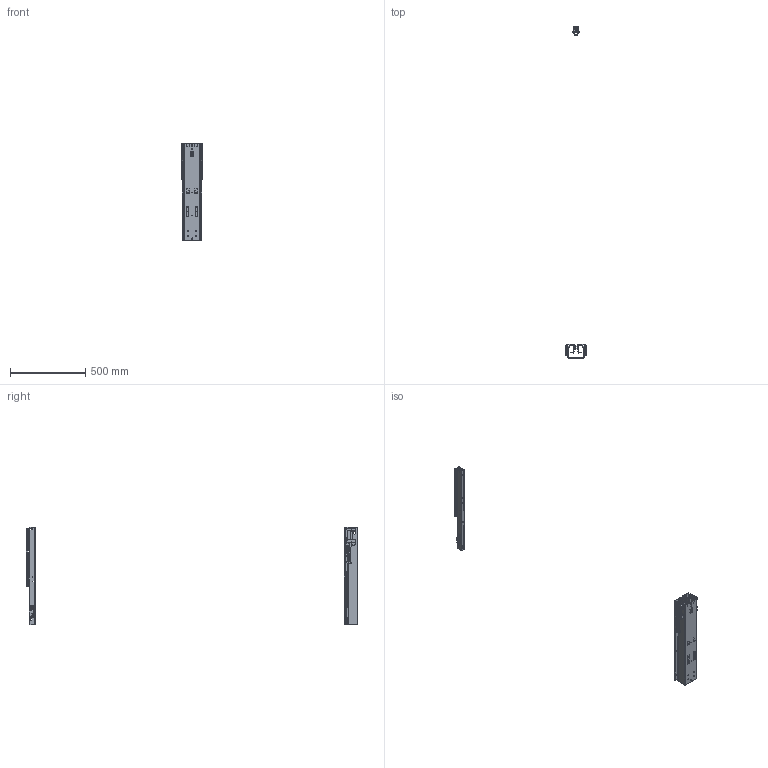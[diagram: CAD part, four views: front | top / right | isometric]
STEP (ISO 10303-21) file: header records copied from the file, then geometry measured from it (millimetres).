
FILE_DESCRIPTION (( 'STEP AP214' ), '1' );
FILE_NAME ('FR_777_A.0650mm_26inch_closed.STEP', '2022-11-16T10:00:17', ( '' ), ( '' ), 'SwSTEP 2.0', 'SolidWorks 2020', '' );
FILE_SCHEMA (( 'AUTOMOTIVE_DESIGN' ));
Length unit declared in the file: millimetre
Products named in the file (29): SE-089_rechts; 777A.XXX-07.0000_NL  650 eingefahren Stellung 1; 875.02-125_126_rechts; 719.XXX-02.L406_NL  400; 875.01-125_zunge (ind. "b"); 777.XXX-03.S084_NL  650; 719.XXX-GA.L406_NL  400 eingefahren; 777.XXX-01.S228_NL  650; 01-anschlag.L406_eingefedert; SE-089_links; SM-041_eingefahren 2mm vor Endstellung; 777.XXX-04.S083.re_NL= 650mm; 777A.XXX-07.S240_NL  650; FR_777_A.0650mm_26inch_closed; 777A.XXX-01.0000_NL  650 eingefahren; AV-005.re; 777.XXX-R3.0000_NL  650; 777.XXX-03.S084.re_NL  650; AV-005.li; SM-041.re_eingefahren 2mm vor Endstellung; SE-013_014_rechts; N61-187_M 8 x  6,5 - (din913); 777.XXX-04.S083_ 650mm; 875.02-125_126_links; E31-030_030vernietet; AT-048; SE-013_014_links; 719.XXX-01.L406_NL  400 ohne Zentrierlappen; 777.XXX-R4.0000_NL =  650
Assembly tree (31 placements, depth 4):
  FR_777_A.0650mm_26inch_closed
    777A.XXX-01.0000_NL  650 eingefahren
      777.XXX-01.S228_NL  650
      SM-041_eingefahren 2mm vor Endstellung
        SE-089_links
      SM-041.re_eingefahren 2mm vor Endstellung
        SE-089_rechts
    777.XXX-R3.0000_NL  650
      777.XXX-03.S084_NL  650
      777.XXX-03.S084.re_NL  650
    777.XXX-R4.0000_NL =  650
      777.XXX-04.S083_ 650mm
      E31-030_030vernietet  x2
      777.XXX-04.S083.re_NL= 650mm
    875.02-125_126_rechts
      875.01-125_zunge (ind. "b")
      N61-187_M 8 x  6,5 - (din913)
      SE-013_014_rechts
    875.02-125_126_links
      875.01-125_zunge (ind. "b")
      N61-187_M 8 x  6,5 - (din913)
      SE-013_014_links
    719.XXX-GA.L406_NL  400 eingefahren
      719.XXX-01.L406_NL  400 ohne Zentrierlappen
      01-anschlag.L406_eingefedert
      719.XXX-02.L406_NL  400
      AT-048
    777A.XXX-07.0000_NL  650 eingefahren Stellung 1
      777A.XXX-07.S240_NL  650
      AV-005.re
      AV-005.li
Bounding box: 145.1 x 2200.6 x 648.09 mm (x, y, z)
Volume: 1384720.3 mm3; surface area: 1161010.3 mm2
Topology: 22 solids, 22 shells, 7394 faces, 19390 edges, 11909 vertices
Faces by surface type: plane 2853, cylinder 2686, bspline 1189, sphere 248, torus 220, cone 198
Entity records: 263718 total; most frequent: CARTESIAN_POINT 97726, ORIENTED_EDGE 37490, DIRECTION 30861, EDGE_CURVE 18745, VERTEX_POINT 11655, VECTOR 10445, LINE 10445, AXIS2_PLACEMENT_3D 10208
